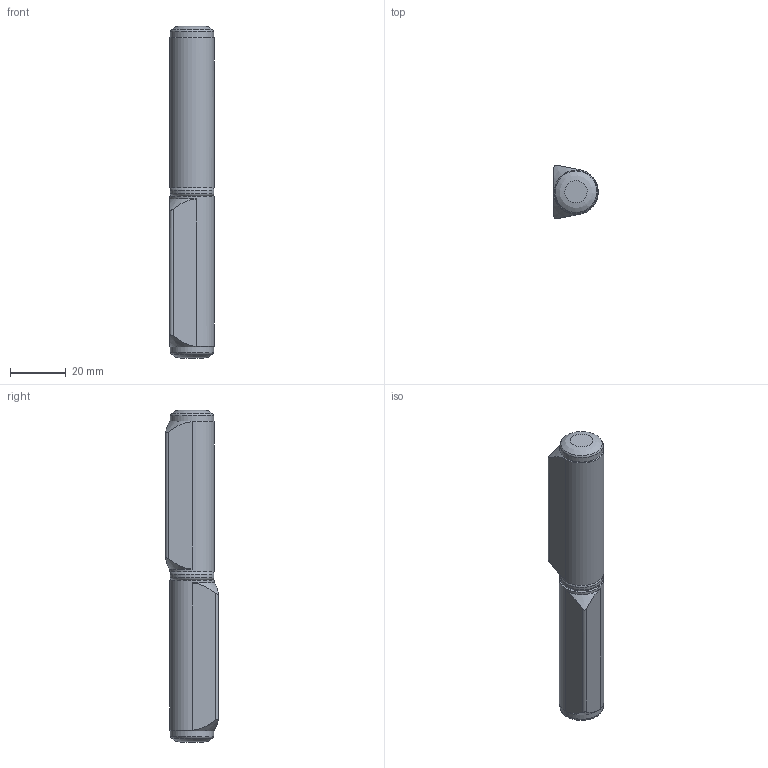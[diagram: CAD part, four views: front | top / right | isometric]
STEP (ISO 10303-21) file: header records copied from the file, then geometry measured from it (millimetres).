
FILE_DESCRIPTION(/* description */ ('572-120 FUTURA - CERNIERA'),/* implementation_level */ '2;1');
FILE_NAME(/* name */ '11616112.stp',/* time_stamp */ '2023-11-30T14:31:22+01:00',/* author */ ('gcocco'),/* organization */ (''),/* preprocessor_version */ 'ST-DEVELOPER v19.2',/* originating_system */ 'Autodesk Inventor 2023',/* authorisation */ '');
FILE_SCHEMA (('AUTOMOTIVE_DESIGN { 1 0 10303 214 3 1 1 }'));
Length unit declared in the file: millimetre
Products named in the file (5): 11616112; 22900951; 22900950; 21300813; 23000666
Assembly tree (4 placements, depth 2):
  11616112
    22900951
    22900950
    21300813
    23000666
Bounding box: 16 x 18.97 x 119 mm (x, y, z)
Volume: 21869 mm3; surface area: 12916.2 mm2
Topology: 4 solids, 4 shells, 77 faces, 190 edges, 124 vertices
Faces by surface type: cylinder 27, torus 21, plane 15, cone 12, bspline 2
Full cylindrical faces by diameter (mm): 6 x1, 7.4 x1, 7.6 x1, 9 x1, 9.2 x1, 9.5 x1, 10 x1, 10.1 x1, 15.5 x2, 15.7 x1, 16 x2
Entity records: 2771 total; most frequent: CARTESIAN_POINT 752, DIRECTION 415, ORIENTED_EDGE 372, EDGE_CURVE 186, AXIS2_PLACEMENT_3D 185, VERTEX_POINT 124, CIRCLE 101, EDGE_LOOP 84
